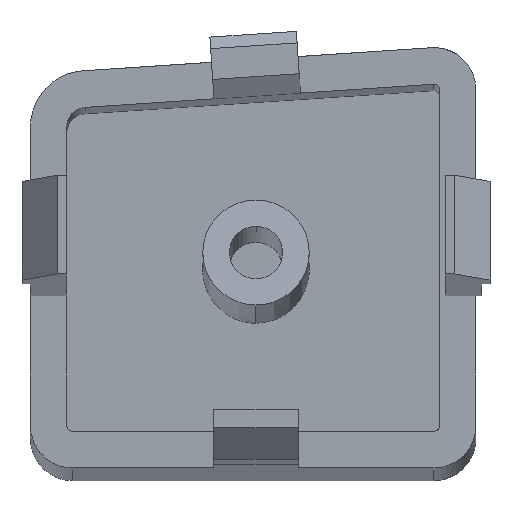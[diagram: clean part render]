
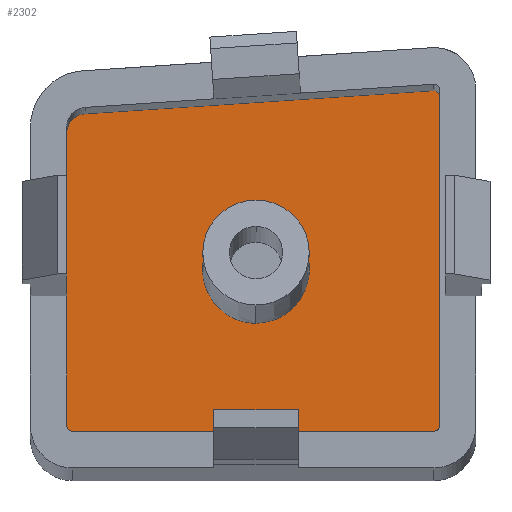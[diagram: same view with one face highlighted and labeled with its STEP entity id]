
A CAD part, front view. The second image highlights one B-rep face of the part: STEP entity #2302.
In plain terms, the highlighted planar face has unit normal (0, -1, 0).
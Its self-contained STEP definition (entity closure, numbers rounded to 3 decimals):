
#734=DIRECTION('',(0.998,0.,0.066));
#735=VECTOR('',#734,12.46);
#736=CARTESIAN_POINT('',(-6.096,-1.29,5.539));
#737=LINE('',#736,#735);
#738=CARTESIAN_POINT('',(6.336,-1.29,6.364));
#739=CARTESIAN_POINT('',(6.374,-1.29,6.366));
#740=CARTESIAN_POINT('',(6.432,-1.29,6.353));
#741=CARTESIAN_POINT('',(6.497,-1.29,6.31));
#742=CARTESIAN_POINT('',(6.543,-1.29,6.246));
#743=CARTESIAN_POINT('',(6.56,-1.29,6.189));
#744=CARTESIAN_POINT('',(6.56,-1.29,6.151));
#746=DIRECTION('',(0.,0.,1.));
#747=VECTOR('',#746,11.954);
#748=CARTESIAN_POINT('',(6.56,-1.29,-5.803));
#749=LINE('',#748,#747);
#750=CARTESIAN_POINT('',(6.56,-1.29,-5.803));
#751=CARTESIAN_POINT('',(6.56,-1.29,-5.838));
#752=CARTESIAN_POINT('',(6.545,-1.29,-5.894));
#753=CARTESIAN_POINT('',(6.502,-1.29,-5.956));
#754=CARTESIAN_POINT('',(6.44,-1.29,-6.));
#755=CARTESIAN_POINT('',(6.385,-1.29,-6.016));
#756=CARTESIAN_POINT('',(6.35,-1.29,-6.016));
#758=DIRECTION('',(-1.,0.,0.));
#759=VECTOR('',#758,12.9);
#760=CARTESIAN_POINT('',(6.35,-1.29,-6.016));
#761=LINE('',#760,#759);
#762=CARTESIAN_POINT('',(-6.55,-1.29,-6.016));
#763=CARTESIAN_POINT('',(-6.585,-1.29,-6.016));
#764=CARTESIAN_POINT('',(-6.64,-1.29,-6.));
#765=CARTESIAN_POINT('',(-6.702,-1.29,-5.956));
#766=CARTESIAN_POINT('',(-6.745,-1.29,-5.894));
#767=CARTESIAN_POINT('',(-6.76,-1.29,-5.838));
#768=CARTESIAN_POINT('',(-6.76,-1.29,-5.803));
#770=DIRECTION('',(0.,0.,1.));
#771=VECTOR('',#770,10.622);
#772=CARTESIAN_POINT('',(-6.76,-1.29,-5.803));
#773=LINE('',#772,#771);
#774=CARTESIAN_POINT('',(-6.76,-1.29,4.819));
#775=CARTESIAN_POINT('',(-6.76,-1.29,4.931));
#776=CARTESIAN_POINT('',(-6.715,-1.29,5.112));
#777=CARTESIAN_POINT('',(-6.579,-1.29,5.321));
#778=CARTESIAN_POINT('',(-6.383,-1.29,5.472));
#779=CARTESIAN_POINT('',(-6.208,-1.29,5.531));
#780=CARTESIAN_POINT('',(-6.096,-1.29,5.539));
#810=CARTESIAN_POINT('',(0.,-1.29,1.933));
#811=CARTESIAN_POINT('',(-0.224,-1.29,1.933));
#812=CARTESIAN_POINT('',(-0.709,-1.29,1.85));
#813=CARTESIAN_POINT('',(-1.273,-1.29,1.481));
#814=CARTESIAN_POINT('',(-1.605,-1.29,1.063));
#815=CARTESIAN_POINT('',(-1.783,-1.29,0.714));
#816=CARTESIAN_POINT('',(-1.884,-1.29,0.349));
#817=CARTESIAN_POINT('',(-1.913,-1.29,0.));
#818=CARTESIAN_POINT('',(-1.884,-1.29,-0.349));
#819=CARTESIAN_POINT('',(-1.783,-1.29,-0.714));
#820=CARTESIAN_POINT('',(-1.605,-1.29,-1.064));
#821=CARTESIAN_POINT('',(-1.273,-1.29,-1.482));
#822=CARTESIAN_POINT('',(-0.709,-1.29,-1.851));
#823=CARTESIAN_POINT('',(-0.224,-1.29,-1.933));
#824=CARTESIAN_POINT('',(0.,-1.29,-1.933));
#826=CARTESIAN_POINT('',(0.,-1.29,-1.933));
#827=CARTESIAN_POINT('',(0.224,-1.29,-1.933));
#828=CARTESIAN_POINT('',(0.709,-1.29,-1.851));
#829=CARTESIAN_POINT('',(1.273,-1.29,-1.482));
#830=CARTESIAN_POINT('',(1.605,-1.29,-1.064));
#831=CARTESIAN_POINT('',(1.783,-1.29,-0.714));
#832=CARTESIAN_POINT('',(1.884,-1.29,-0.349));
#833=CARTESIAN_POINT('',(1.913,-1.29,0.));
#834=CARTESIAN_POINT('',(1.884,-1.29,0.349));
#835=CARTESIAN_POINT('',(1.783,-1.29,0.714));
#836=CARTESIAN_POINT('',(1.605,-1.29,1.063));
#837=CARTESIAN_POINT('',(1.273,-1.29,1.481));
#838=CARTESIAN_POINT('',(0.709,-1.29,1.85));
#839=CARTESIAN_POINT('',(0.224,-1.29,1.933));
#840=CARTESIAN_POINT('',(0.,-1.29,1.933));
#1084=CARTESIAN_POINT('',(6.35,-1.29,-6.016));
#1085=CARTESIAN_POINT('',(-6.55,-1.29,-6.016));
#1086=VERTEX_POINT('',#1084);
#1087=VERTEX_POINT('',#1085);
#1178=VERTEX_POINT('',#750);
#1179=VERTEX_POINT('',#768);
#1188=CARTESIAN_POINT('',(6.56,-1.29,6.151));
#1189=VERTEX_POINT('',#1188);
#1190=CARTESIAN_POINT('',(-6.096,-1.29,5.539));
#1191=CARTESIAN_POINT('',(6.336,-1.29,6.364));
#1192=VERTEX_POINT('',#1190);
#1193=VERTEX_POINT('',#1191);
#1194=CARTESIAN_POINT('',(-6.76,-1.29,4.819));
#1195=VERTEX_POINT('',#1194);
#1271=VERTEX_POINT('',#810);
#1272=VERTEX_POINT('',#824);
#2281=CARTESIAN_POINT('',(0.,-1.29,0.));
#2282=DIRECTION('',(0.,1.,0.));
#2283=DIRECTION('',(1.,0.,0.));
#2284=AXIS2_PLACEMENT_3D('',#2281,#2282,#2283);
#2285=PLANE('',#2284);
#2286=ORIENTED_EDGE('',*,*,#1638,.T.);
#2287=ORIENTED_EDGE('',*,*,#1654,.T.);
#2288=ORIENTED_EDGE('',*,*,#1668,.F.);
#2289=ORIENTED_EDGE('',*,*,#1682,.T.);
#2290=ORIENTED_EDGE('',*,*,#1696,.T.);
#2291=ORIENTED_EDGE('',*,*,#1710,.T.);
#2292=ORIENTED_EDGE('',*,*,#1727,.T.);
#2293=ORIENTED_EDGE('',*,*,#2275,.T.);
#2294=EDGE_LOOP('',(#2286,#2287,#2288,#2289,#2290,#2291,#2292,#2293));
#2295=FACE_OUTER_BOUND('',#2294,.F.);
#2297=ORIENTED_EDGE('',*,*,#2296,.T.);
#2299=ORIENTED_EDGE('',*,*,#2298,.T.);
#2300=EDGE_LOOP('',(#2297,#2299));
#2301=FACE_BOUND('',#2300,.F.);
#2302=ADVANCED_FACE('',(#2295,#2301),#2285,.F.);
#745=B_SPLINE_CURVE_WITH_KNOTS('',3,(#738,#739,#740,#741,#742,#743,#744),
.UNSPECIFIED.,.F.,.F.,(4,1,1,1,4),(0.,0.25,0.5,0.75,1.),
.UNSPECIFIED.);
#757=B_SPLINE_CURVE_WITH_KNOTS('',3,(#750,#751,#752,#753,#754,#755,#756),
.UNSPECIFIED.,.F.,.F.,(4,1,1,1,4),(0.,0.25,0.5,0.75,1.),
.UNSPECIFIED.);
#769=B_SPLINE_CURVE_WITH_KNOTS('',3,(#762,#763,#764,#765,#766,#767,#768),
.UNSPECIFIED.,.F.,.F.,(4,1,1,1,4),(0.,0.25,0.5,0.75,1.),
.UNSPECIFIED.);
#781=B_SPLINE_CURVE_WITH_KNOTS('',3,(#774,#775,#776,#777,#778,#779,#780),
.UNSPECIFIED.,.F.,.F.,(4,1,1,1,4),(0.,0.25,0.5,0.75,1.),
.UNSPECIFIED.);
#825=B_SPLINE_CURVE_WITH_KNOTS('',3,(#810,#811,#812,#813,#814,#815,#816,#817,
#818,#819,#820,#821,#822,#823,#824),.UNSPECIFIED.,.F.,.F.,(4,1,1,1,1,1,1,1,1,1,
1,1,4),(0.,0.125,0.25,0.313,0.375,0.438,0.5,0.563,0.625,
0.688,0.75,0.875,1.),.UNSPECIFIED.);
#841=B_SPLINE_CURVE_WITH_KNOTS('',3,(#826,#827,#828,#829,#830,#831,#832,#833,
#834,#835,#836,#837,#838,#839,#840),.UNSPECIFIED.,.F.,.F.,(4,1,1,1,1,1,1,1,1,1,
1,1,4),(0.,0.125,0.25,0.313,0.375,0.438,0.5,0.563,0.625,
0.688,0.75,0.875,1.),.UNSPECIFIED.);
#1638=EDGE_CURVE('',#1192,#1193,#737,.T.);
#1654=EDGE_CURVE('',#1193,#1189,#745,.T.);
#1668=EDGE_CURVE('',#1178,#1189,#749,.T.);
#1682=EDGE_CURVE('',#1178,#1086,#757,.T.);
#1696=EDGE_CURVE('',#1086,#1087,#761,.T.);
#1710=EDGE_CURVE('',#1087,#1179,#769,.T.);
#1727=EDGE_CURVE('',#1179,#1195,#773,.T.);
#2275=EDGE_CURVE('',#1195,#1192,#781,.T.);
#2296=EDGE_CURVE('',#1271,#1272,#825,.T.);
#2298=EDGE_CURVE('',#1272,#1271,#841,.T.);
